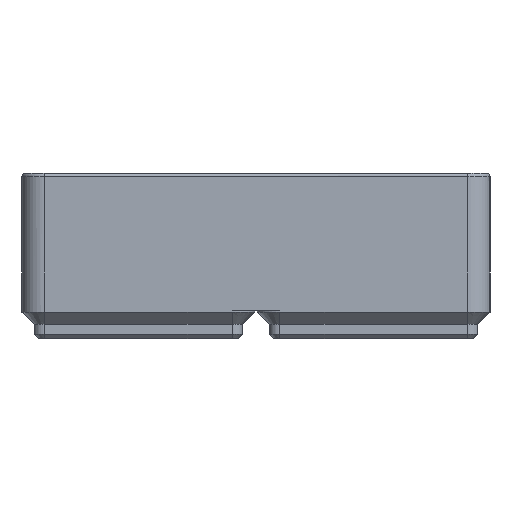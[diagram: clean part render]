
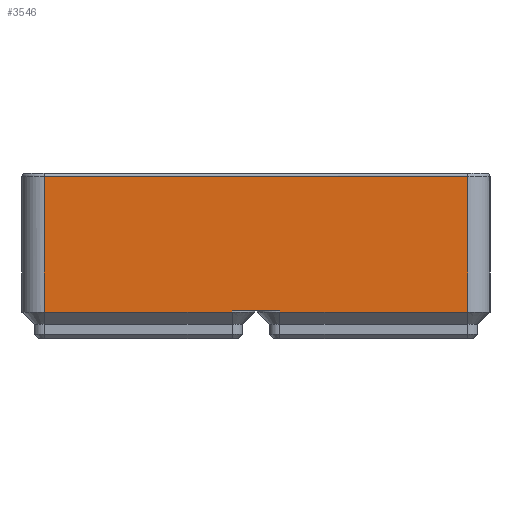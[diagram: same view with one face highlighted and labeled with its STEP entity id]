
A CAD part, left-side view. The second image highlights one B-rep face of the part: STEP entity #3546.
In plain terms, the highlighted planar face has unit normal (-1, 0, 0).
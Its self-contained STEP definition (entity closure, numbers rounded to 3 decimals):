
#44 = CYLINDRICAL_SURFACE('',#45,4.);
#45 = AXIS2_PLACEMENT_3D('',#46,#47,#48);
#46 = CARTESIAN_POINT('',(-100.75,-37.75,0.));
#47 = DIRECTION('',(-0.,0.,-1.));
#48 = DIRECTION('',(1.,0.,0.));
#184 = PLANE('',#185);
#185 = AXIS2_PLACEMENT_3D('',#186,#187,#188);
#186 = CARTESIAN_POINT('',(0.,0.,0.));
#187 = DIRECTION('',(0.,0.,1.));
#188 = DIRECTION('',(1.,0.,-0.));
#574 = EDGE_CURVE('',#575,#577,#579,.T.);
#575 = VERTEX_POINT('',#576);
#576 = CARTESIAN_POINT('',(-104.75,-37.75,23.948));
#577 = VERTEX_POINT('',#578);
#578 = CARTESIAN_POINT('',(-104.75,-37.75,-0.25));
#579 = SURFACE_CURVE('',#580,(#584,#591),.PCURVE_S1.);
#580 = LINE('',#581,#582);
#581 = CARTESIAN_POINT('',(-104.75,-37.75,23.948));
#582 = VECTOR('',#583,1.);
#583 = DIRECTION('',(0.,0.,-1.));
#584 = PCURVE('',#44,#585);
#585 = DEFINITIONAL_REPRESENTATION('',(#586),#590);
#586 = LINE('',#587,#588);
#587 = CARTESIAN_POINT('',(-3.142,-23.948));
#588 = VECTOR('',#589,1.);
#589 = DIRECTION('',(0.,1.));
#590 = ( GEOMETRIC_REPRESENTATION_CONTEXT(2) 
PARAMETRIC_REPRESENTATION_CONTEXT() REPRESENTATION_CONTEXT('2D SPACE',''
  ) );
#591 = PCURVE('',#592,#597);
#592 = PLANE('',#593);
#593 = AXIS2_PLACEMENT_3D('',#594,#595,#596);
#594 = CARTESIAN_POINT('',(-104.75,37.75,0.));
#595 = DIRECTION('',(1.,0.,-0.));
#596 = DIRECTION('',(0.,-1.,0.));
#597 = DEFINITIONAL_REPRESENTATION('',(#598),#602);
#598 = LINE('',#599,#600);
#599 = CARTESIAN_POINT('',(75.5,-23.948));
#600 = VECTOR('',#601,1.);
#601 = DIRECTION('',(0.,1.));
#602 = ( GEOMETRIC_REPRESENTATION_CONTEXT(2) 
PARAMETRIC_REPRESENTATION_CONTEXT() REPRESENTATION_CONTEXT('2D SPACE',''
  ) );
#2695 = VERTEX_POINT('',#2696);
#2696 = CARTESIAN_POINT('',(-104.75,4.25,0.));
#2711 = CYLINDRICAL_SURFACE('',#2712,4.);
#2712 = AXIS2_PLACEMENT_3D('',#2713,#2714,#2715);
#2713 = CARTESIAN_POINT('',(-100.75,4.25,0.));
#2714 = DIRECTION('',(0.,-0.,1.));
#2715 = DIRECTION('',(1.,0.,0.));
#2723 = EDGE_CURVE('',#2695,#2724,#2726,.T.);
#2724 = VERTEX_POINT('',#2725);
#2725 = CARTESIAN_POINT('',(-104.75,-4.25,0.));
#2726 = SURFACE_CURVE('',#2727,(#2731,#2738),.PCURVE_S1.);
#2727 = LINE('',#2728,#2729);
#2728 = CARTESIAN_POINT('',(-104.75,37.75,0.));
#2729 = VECTOR('',#2730,1.);
#2730 = DIRECTION('',(0.,-1.,-0.));
#2731 = PCURVE('',#184,#2732);
#2732 = DEFINITIONAL_REPRESENTATION('',(#2733),#2737);
#2733 = LINE('',#2734,#2735);
#2734 = CARTESIAN_POINT('',(-104.75,37.75));
#2735 = VECTOR('',#2736,1.);
#2736 = DIRECTION('',(0.,-1.));
#2737 = ( GEOMETRIC_REPRESENTATION_CONTEXT(2) 
PARAMETRIC_REPRESENTATION_CONTEXT() REPRESENTATION_CONTEXT('2D SPACE',''
  ) );
#2738 = PCURVE('',#592,#2739);
#2739 = DEFINITIONAL_REPRESENTATION('',(#2740),#2744);
#2740 = LINE('',#2741,#2742);
#2741 = CARTESIAN_POINT('',(0.,0.));
#2742 = VECTOR('',#2743,1.);
#2743 = DIRECTION('',(1.,0.));
#2744 = ( GEOMETRIC_REPRESENTATION_CONTEXT(2) 
PARAMETRIC_REPRESENTATION_CONTEXT() REPRESENTATION_CONTEXT('2D SPACE',''
  ) );
#2763 = CYLINDRICAL_SURFACE('',#2764,4.);
#2764 = AXIS2_PLACEMENT_3D('',#2765,#2766,#2767);
#2765 = CARTESIAN_POINT('',(-100.75,-4.25,0.));
#2766 = DIRECTION('',(0.,-0.,1.));
#2767 = DIRECTION('',(1.,0.,0.));
#3546 = ADVANCED_FACE('',(#3547),#592,.F.);
#3547 = FACE_BOUND('',#3548,.F.);
#3548 = EDGE_LOOP('',(#3549,#3579,#3605,#3606,#3634,#3655,#3656,#3679));
#3549 = ORIENTED_EDGE('',*,*,#3550,.F.);
#3550 = EDGE_CURVE('',#3551,#3553,#3555,.T.);
#3551 = VERTEX_POINT('',#3552);
#3552 = CARTESIAN_POINT('',(-104.75,37.75,23.948));
#3553 = VERTEX_POINT('',#3554);
#3554 = CARTESIAN_POINT('',(-104.75,37.75,-0.25));
#3555 = SURFACE_CURVE('',#3556,(#3560,#3567),.PCURVE_S1.);
#3556 = LINE('',#3557,#3558);
#3557 = CARTESIAN_POINT('',(-104.75,37.75,23.948));
#3558 = VECTOR('',#3559,1.);
#3559 = DIRECTION('',(0.,0.,-1.));
#3560 = PCURVE('',#592,#3561);
#3561 = DEFINITIONAL_REPRESENTATION('',(#3562),#3566);
#3562 = LINE('',#3563,#3564);
#3563 = CARTESIAN_POINT('',(0.,-23.948));
#3564 = VECTOR('',#3565,1.);
#3565 = DIRECTION('',(0.,1.));
#3566 = ( GEOMETRIC_REPRESENTATION_CONTEXT(2) 
PARAMETRIC_REPRESENTATION_CONTEXT() REPRESENTATION_CONTEXT('2D SPACE',''
  ) );
#3567 = PCURVE('',#3568,#3573);
#3568 = CYLINDRICAL_SURFACE('',#3569,4.);
#3569 = AXIS2_PLACEMENT_3D('',#3570,#3571,#3572);
#3570 = CARTESIAN_POINT('',(-100.75,37.75,0.));
#3571 = DIRECTION('',(-0.,0.,-1.));
#3572 = DIRECTION('',(1.,0.,0.));
#3573 = DEFINITIONAL_REPRESENTATION('',(#3574),#3578);
#3574 = LINE('',#3575,#3576);
#3575 = CARTESIAN_POINT('',(-3.142,-23.948));
#3576 = VECTOR('',#3577,1.);
#3577 = DIRECTION('',(0.,1.));
#3578 = ( GEOMETRIC_REPRESENTATION_CONTEXT(2) 
PARAMETRIC_REPRESENTATION_CONTEXT() REPRESENTATION_CONTEXT('2D SPACE',''
  ) );
#3579 = ORIENTED_EDGE('',*,*,#3580,.T.);
#3580 = EDGE_CURVE('',#3551,#575,#3581,.T.);
#3581 = SURFACE_CURVE('',#3582,(#3586,#3593),.PCURVE_S1.);
#3582 = LINE('',#3583,#3584);
#3583 = CARTESIAN_POINT('',(-104.75,37.75,23.948));
#3584 = VECTOR('',#3585,1.);
#3585 = DIRECTION('',(0.,-1.,0.));
#3586 = PCURVE('',#592,#3587);
#3587 = DEFINITIONAL_REPRESENTATION('',(#3588),#3592);
#3588 = LINE('',#3589,#3590);
#3589 = CARTESIAN_POINT('',(0.,-23.948));
#3590 = VECTOR('',#3591,1.);
#3591 = DIRECTION('',(1.,0.));
#3592 = ( GEOMETRIC_REPRESENTATION_CONTEXT(2) 
PARAMETRIC_REPRESENTATION_CONTEXT() REPRESENTATION_CONTEXT('2D SPACE',''
  ) );
#3593 = PCURVE('',#3594,#3599);
#3594 = CYLINDRICAL_SURFACE('',#3595,0.6);
#3595 = AXIS2_PLACEMENT_3D('',#3596,#3597,#3598);
#3596 = CARTESIAN_POINT('',(-104.15,37.75,23.948));
#3597 = DIRECTION('',(0.,-1.,0.));
#3598 = DIRECTION('',(0.707,0.,0.707));
#3599 = DEFINITIONAL_REPRESENTATION('',(#3600),#3604);
#3600 = LINE('',#3601,#3602);
#3601 = CARTESIAN_POINT('',(2.356,0.));
#3602 = VECTOR('',#3603,1.);
#3603 = DIRECTION('',(0.,1.));
#3604 = ( GEOMETRIC_REPRESENTATION_CONTEXT(2) 
PARAMETRIC_REPRESENTATION_CONTEXT() REPRESENTATION_CONTEXT('2D SPACE',''
  ) );
#3605 = ORIENTED_EDGE('',*,*,#574,.T.);
#3606 = ORIENTED_EDGE('',*,*,#3607,.F.);
#3607 = EDGE_CURVE('',#3608,#577,#3610,.T.);
#3608 = VERTEX_POINT('',#3609);
#3609 = CARTESIAN_POINT('',(-104.75,-4.25,-0.25));
#3610 = SURFACE_CURVE('',#3611,(#3615,#3622),.PCURVE_S1.);
#3611 = LINE('',#3612,#3613);
#3612 = CARTESIAN_POINT('',(-104.75,-4.25,-0.25));
#3613 = VECTOR('',#3614,1.);
#3614 = DIRECTION('',(-0.,-1.,-0.));
#3615 = PCURVE('',#592,#3616);
#3616 = DEFINITIONAL_REPRESENTATION('',(#3617),#3621);
#3617 = LINE('',#3618,#3619);
#3618 = CARTESIAN_POINT('',(42.,0.25));
#3619 = VECTOR('',#3620,1.);
#3620 = DIRECTION('',(1.,0.));
#3621 = ( GEOMETRIC_REPRESENTATION_CONTEXT(2) 
PARAMETRIC_REPRESENTATION_CONTEXT() REPRESENTATION_CONTEXT('2D SPACE',''
  ) );
#3622 = PCURVE('',#3623,#3628);
#3623 = PLANE('',#3624);
#3624 = AXIS2_PLACEMENT_3D('',#3625,#3626,#3627);
#3625 = CARTESIAN_POINT('',(-104.75,-4.25,-0.25));
#3626 = DIRECTION('',(-0.707,-0.,-0.707));
#3627 = DIRECTION('',(0.707,0.,-0.707
    ));
#3628 = DEFINITIONAL_REPRESENTATION('',(#3629),#3633);
#3629 = LINE('',#3630,#3631);
#3630 = CARTESIAN_POINT('',(0.,0.));
#3631 = VECTOR('',#3632,1.);
#3632 = DIRECTION('',(0.,1.));
#3633 = ( GEOMETRIC_REPRESENTATION_CONTEXT(2) 
PARAMETRIC_REPRESENTATION_CONTEXT() REPRESENTATION_CONTEXT('2D SPACE',''
  ) );
#3634 = ORIENTED_EDGE('',*,*,#3635,.T.);
#3635 = EDGE_CURVE('',#3608,#2724,#3636,.T.);
#3636 = SURFACE_CURVE('',#3637,(#3641,#3648),.PCURVE_S1.);
#3637 = LINE('',#3638,#3639);
#3638 = CARTESIAN_POINT('',(-104.75,-4.25,0.));
#3639 = VECTOR('',#3640,1.);
#3640 = DIRECTION('',(0.,-0.,1.));
#3641 = PCURVE('',#592,#3642);
#3642 = DEFINITIONAL_REPRESENTATION('',(#3643),#3647);
#3643 = LINE('',#3644,#3645);
#3644 = CARTESIAN_POINT('',(42.,0.));
#3645 = VECTOR('',#3646,1.);
#3646 = DIRECTION('',(0.,-1.));
#3647 = ( GEOMETRIC_REPRESENTATION_CONTEXT(2) 
PARAMETRIC_REPRESENTATION_CONTEXT() REPRESENTATION_CONTEXT('2D SPACE',''
  ) );
#3648 = PCURVE('',#2763,#3649);
#3649 = DEFINITIONAL_REPRESENTATION('',(#3650),#3654);
#3650 = LINE('',#3651,#3652);
#3651 = CARTESIAN_POINT('',(3.142,0.));
#3652 = VECTOR('',#3653,1.);
#3653 = DIRECTION('',(0.,1.));
#3654 = ( GEOMETRIC_REPRESENTATION_CONTEXT(2) 
PARAMETRIC_REPRESENTATION_CONTEXT() REPRESENTATION_CONTEXT('2D SPACE',''
  ) );
#3655 = ORIENTED_EDGE('',*,*,#2723,.F.);
#3656 = ORIENTED_EDGE('',*,*,#3657,.T.);
#3657 = EDGE_CURVE('',#2695,#3658,#3660,.T.);
#3658 = VERTEX_POINT('',#3659);
#3659 = CARTESIAN_POINT('',(-104.75,4.25,-0.25));
#3660 = SURFACE_CURVE('',#3661,(#3665,#3672),.PCURVE_S1.);
#3661 = LINE('',#3662,#3663);
#3662 = CARTESIAN_POINT('',(-104.75,4.25,0.));
#3663 = VECTOR('',#3664,1.);
#3664 = DIRECTION('',(0.,0.,-1.));
#3665 = PCURVE('',#592,#3666);
#3666 = DEFINITIONAL_REPRESENTATION('',(#3667),#3671);
#3667 = LINE('',#3668,#3669);
#3668 = CARTESIAN_POINT('',(33.5,0.));
#3669 = VECTOR('',#3670,1.);
#3670 = DIRECTION('',(0.,1.));
#3671 = ( GEOMETRIC_REPRESENTATION_CONTEXT(2) 
PARAMETRIC_REPRESENTATION_CONTEXT() REPRESENTATION_CONTEXT('2D SPACE',''
  ) );
#3672 = PCURVE('',#2711,#3673);
#3673 = DEFINITIONAL_REPRESENTATION('',(#3674),#3678);
#3674 = LINE('',#3675,#3676);
#3675 = CARTESIAN_POINT('',(3.142,0.));
#3676 = VECTOR('',#3677,1.);
#3677 = DIRECTION('',(-0.,-1.));
#3678 = ( GEOMETRIC_REPRESENTATION_CONTEXT(2) 
PARAMETRIC_REPRESENTATION_CONTEXT() REPRESENTATION_CONTEXT('2D SPACE',''
  ) );
#3679 = ORIENTED_EDGE('',*,*,#3680,.F.);
#3680 = EDGE_CURVE('',#3553,#3658,#3681,.T.);
#3681 = SURFACE_CURVE('',#3682,(#3686,#3693),.PCURVE_S1.);
#3682 = LINE('',#3683,#3684);
#3683 = CARTESIAN_POINT('',(-104.75,37.75,-0.25));
#3684 = VECTOR('',#3685,1.);
#3685 = DIRECTION('',(-0.,-1.,-0.));
#3686 = PCURVE('',#592,#3687);
#3687 = DEFINITIONAL_REPRESENTATION('',(#3688),#3692);
#3688 = LINE('',#3689,#3690);
#3689 = CARTESIAN_POINT('',(0.,0.25));
#3690 = VECTOR('',#3691,1.);
#3691 = DIRECTION('',(1.,0.));
#3692 = ( GEOMETRIC_REPRESENTATION_CONTEXT(2) 
PARAMETRIC_REPRESENTATION_CONTEXT() REPRESENTATION_CONTEXT('2D SPACE',''
  ) );
#3693 = PCURVE('',#3694,#3699);
#3694 = PLANE('',#3695);
#3695 = AXIS2_PLACEMENT_3D('',#3696,#3697,#3698);
#3696 = CARTESIAN_POINT('',(-104.75,37.75,-0.25));
#3697 = DIRECTION('',(-0.707,-0.,-0.707));
#3698 = DIRECTION('',(0.707,0.,-0.707
    ));
#3699 = DEFINITIONAL_REPRESENTATION('',(#3700),#3704);
#3700 = LINE('',#3701,#3702);
#3701 = CARTESIAN_POINT('',(0.,0.));
#3702 = VECTOR('',#3703,1.);
#3703 = DIRECTION('',(0.,1.));
#3704 = ( GEOMETRIC_REPRESENTATION_CONTEXT(2) 
PARAMETRIC_REPRESENTATION_CONTEXT() REPRESENTATION_CONTEXT('2D SPACE',''
  ) );
